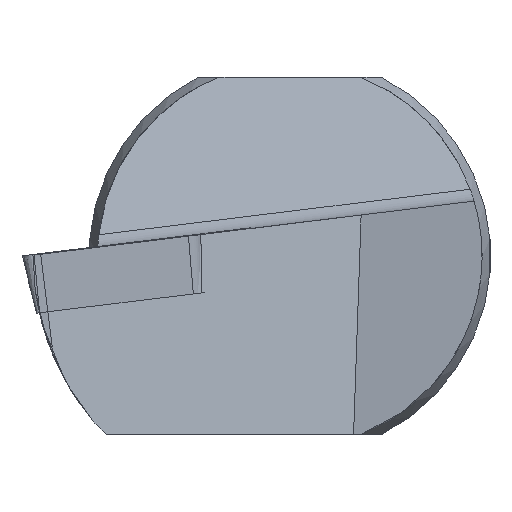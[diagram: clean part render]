
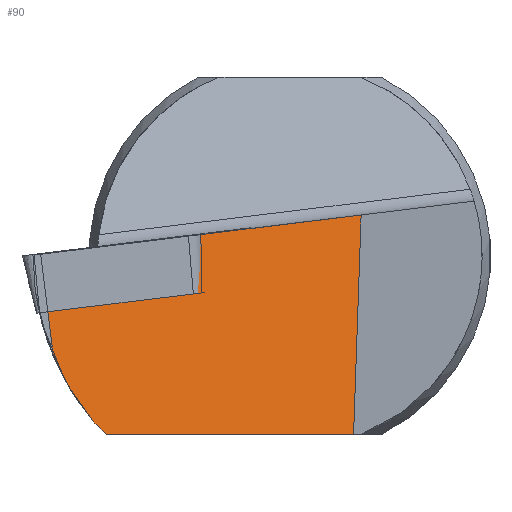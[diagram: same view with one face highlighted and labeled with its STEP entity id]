
A CAD part, left-side view. The second image highlights one B-rep face of the part: STEP entity #90.
In plain terms, the highlighted planar face has unit normal (-0.954, -0.298, 0.037).
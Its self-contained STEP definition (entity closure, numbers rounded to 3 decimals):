
#68=PLANE('',#566);
#90=ADVANCED_FACE('',(#128),#68,.F.);
#128=FACE_OUTER_BOUND('',#153,.T.);
#153=EDGE_LOOP('',(#251,#252,#253,#254,#255,#256));
#200=ELLIPSE('',#558,10.118,9.602);
#202=ELLIPSE('',#565,10.931,10.425);
#251=ORIENTED_EDGE('',*,*,#442,.F.);
#252=ORIENTED_EDGE('',*,*,#443,.T.);
#253=ORIENTED_EDGE('',*,*,#439,.F.);
#254=ORIENTED_EDGE('',*,*,#444,.F.);
#255=ORIENTED_EDGE('',*,*,#445,.F.);
#256=ORIENTED_EDGE('',*,*,#428,.F.);
#378=VERTEX_POINT('',#772);
#379=VERTEX_POINT('',#774);
#386=VERTEX_POINT('',#808);
#387=VERTEX_POINT('',#810);
#388=VERTEX_POINT('',#815);
#389=VERTEX_POINT('',#818);
#428=EDGE_CURVE('',#378,#379,#200,.T.);
#439=EDGE_CURVE('',#386,#387,#495,.T.);
#442=EDGE_CURVE('',#388,#378,#498,.T.);
#443=EDGE_CURVE('',#388,#387,#499,.T.);
#444=EDGE_CURVE('',#389,#386,#500,.T.);
#445=EDGE_CURVE('',#379,#389,#202,.T.);
#495=LINE('',#809,#526);
#498=LINE('',#814,#529);
#499=LINE('',#816,#530);
#500=LINE('',#817,#531);
#526=VECTOR('',#636,1.);
#529=VECTOR('',#641,1.);
#530=VECTOR('',#642,1.);
#531=VECTOR('',#643,1.);
#558=AXIS2_PLACEMENT_3D('',#773,#619,#620);
#565=AXIS2_PLACEMENT_3D('',#819,#644,#645);
#566=AXIS2_PLACEMENT_3D('',#820,#646,#647);
#619=DIRECTION('',(0.954,0.298,-0.037));
#620=DIRECTION('',(-0.301,0.947,-0.116));
#636=DIRECTION('',(0.301,-0.947,0.116));
#641=DIRECTION('',(-0.299,0.954,0.));
#642=DIRECTION('',(0.049,-0.034,0.998));
#643=DIRECTION('',(0.,0.122,0.993));
#644=DIRECTION('',(0.954,0.298,-0.037));
#645=DIRECTION('',(-0.301,0.947,-0.116));
#646=DIRECTION('',(0.954,0.298,-0.037));
#647=DIRECTION('',(0.299,-0.954,0.));
#772=CARTESIAN_POINT('',(1.209,-3.649,-7.231));
#773=CARTESIAN_POINT('',(3.508,-10.117,-0.098));
#774=CARTESIAN_POINT('',(1.049,-3.068,-6.663));
#808=CARTESIAN_POINT('',(0.649,-0.961,0.088));
#809=CARTESIAN_POINT('',(0.649,-0.961,0.088));
#810=CARTESIAN_POINT('',(4.779,-13.961,1.684));
#814=CARTESIAN_POINT('',(1.435,-4.371,-7.231));
#815=CARTESIAN_POINT('',(4.34,-13.654,-7.231));
#816=CARTESIAN_POINT('',(3.215,-12.866,-30.099));
#817=CARTESIAN_POINT('',(0.649,-4.617,-29.689));
#818=CARTESIAN_POINT('',(0.649,-1.468,-4.041));
#819=CARTESIAN_POINT('',(3.81,-11.069,0.019));
#820=CARTESIAN_POINT('',(0.649,-4.617,-29.689));
